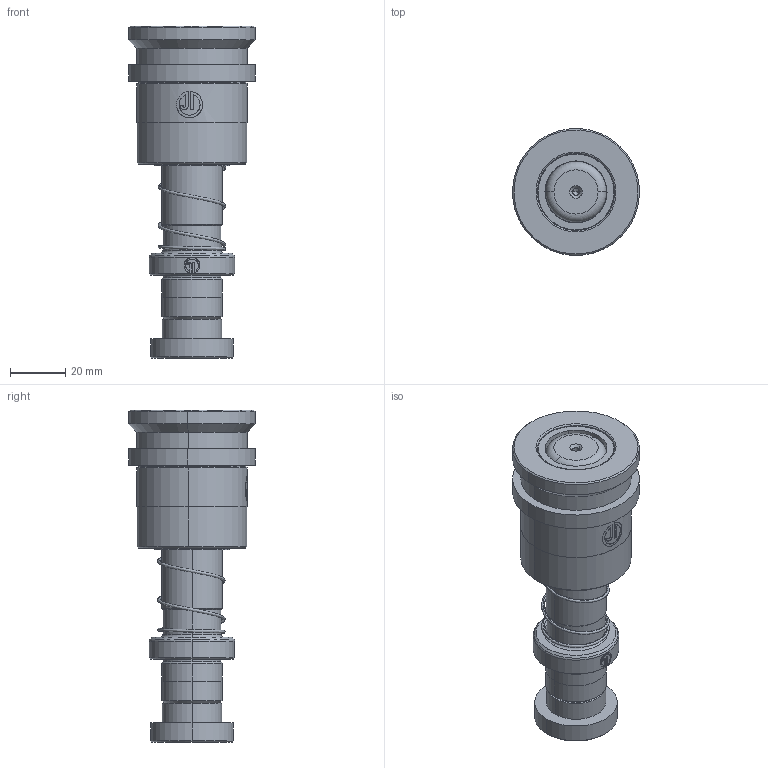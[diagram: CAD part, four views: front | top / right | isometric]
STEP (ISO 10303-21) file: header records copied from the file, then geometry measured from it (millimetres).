
FILE_DESCRIPTION (( 'STEP AP214' ), '1' );
FILE_NAME ('HTSH(HTJH)-D22-L90(BL-50).STEP', '2024-11-25T02:29:22', ( '111' ), ( '21222' ), 'SwSTEP 2.0', 'SolidWorks 2020', '' );
FILE_SCHEMA (( 'AUTOMOTIVE_DESIGN' ));
Length unit declared in the file: millimetre
Products named in the file (8): HTSH(HTJH)-D22-L90(BL-50); BSH-D27.5-22.5-L50郪蚾; TRB22-30-20; DRP蹟簽D22; HWP-D24.5-d22.5-L40; TRP-D22-L90; BALL-D3; BSH-27.5-22.5-L50
Assembly tree (186 placements, depth 3):
  HTSH(HTJH)-D22-L90(BL-50)
    TRP-D22-L90
    DRP蹟簽D22
    TRB22-30-20
    BSH-D27.5-22.5-L50郪蚾
      BSH-27.5-22.5-L50
      BALL-D3  x180
    HWP-D24.5-d22.5-L40
Bounding box: 45.89 x 45.89 x 120.28 mm (x, y, z)
Volume: 92503.8 mm3; surface area: 43820.3 mm2
Topology: 185 solids, 185 shells, 870 faces, 3621 edges, 2402 vertices
Faces by surface type: sphere 720, cylinder 48, cone 34, plane 32, bspline 22, torus 14
Entity records: 36082 total; most frequent: CARTESIAN_POINT 21709, ORIENTED_EDGE 2904, DIRECTION 2500, EDGE_CURVE 1452, AXIS2_PLACEMENT_3D 1192, VERTEX_POINT 950, EDGE_LOOP 876, B_SPLINE_CURVE_WITH_KNOTS 825
